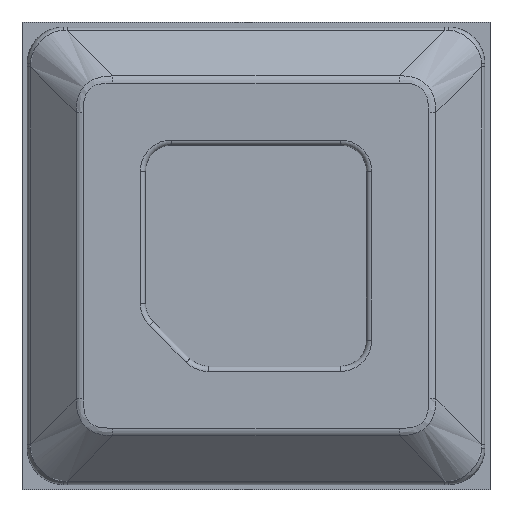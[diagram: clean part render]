
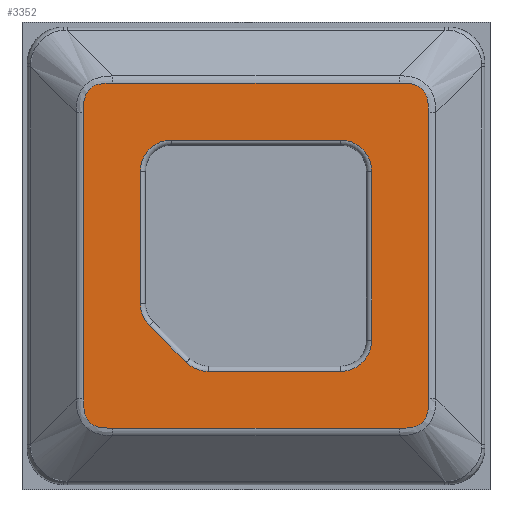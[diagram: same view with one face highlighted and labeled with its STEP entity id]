
A CAD part, top view. The second image highlights one B-rep face of the part: STEP entity #3352.
In plain terms, the highlighted planar face has unit normal (0, 0, 1).
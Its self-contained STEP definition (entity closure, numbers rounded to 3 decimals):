
#80=CIRCLE('',#3537,0.3);
#86=CIRCLE('',#3545,0.3);
#90=CIRCLE('',#3551,0.3);
#94=CIRCLE('',#3557,0.3);
#98=CIRCLE('',#3563,0.3);
#162=FACE_BOUND('',#660,.T.);
#235=B_SPLINE_CURVE_WITH_KNOTS('',3,(#5726,#5727,#5728,#5729,#5730,#5731,
#5732,#5733,#5734),.UNSPECIFIED.,.F.,.F.,(4,1,1,1,1,1,4),(0.,0.01,
0.02,0.027,0.034,0.041,
0.048),.UNSPECIFIED.);
#236=B_SPLINE_CURVE_WITH_KNOTS('',3,(#5738,#5739,#5740,#5741,#5742,#5743,
#5744,#5745,#5746),.UNSPECIFIED.,.F.,.F.,(4,1,1,1,1,1,4),(0.,0.01,
0.02,0.027,0.034,0.041,
0.048),.UNSPECIFIED.);
#237=B_SPLINE_CURVE_WITH_KNOTS('',3,(#5750,#5751,#5752,#5753,#5754,#5755,
#5756,#5757,#5758),.UNSPECIFIED.,.F.,.F.,(4,1,1,1,1,1,4),(0.,0.01,
0.02,0.027,0.034,0.041,
0.048),.UNSPECIFIED.);
#238=B_SPLINE_CURVE_WITH_KNOTS('',3,(#5761,#5762,#5763,#5764,#5765,#5766,
#5767,#5768,#5769),.UNSPECIFIED.,.F.,.F.,(4,1,1,1,1,1,4),(0.,
0.01,0.02,0.027,0.034,
0.041,0.048),.UNSPECIFIED.);
#449=FACE_OUTER_BOUND('',#659,.T.);
#659=EDGE_LOOP('',(#2798,#2799,#2800,#2801,#2802,#2803,#2804,#2805));
#660=EDGE_LOOP('',(#2806,#2807,#2808,#2809,#2810,#2811,#2812,#2813,#2814,
#2815));
#951=LINE('',#5653,#1259);
#953=LINE('',#5665,#1261);
#955=LINE('',#5677,#1263);
#957=LINE('',#5689,#1265);
#958=LINE('',#5697,#1266);
#968=LINE('',#5724,#1276);
#969=LINE('',#5736,#1277);
#970=LINE('',#5748,#1278);
#971=LINE('',#5760,#1279);
#1259=VECTOR('',#4083,10.);
#1261=VECTOR('',#4097,10.);
#1263=VECTOR('',#4111,10.);
#1265=VECTOR('',#4125,10.);
#1266=VECTOR('',#4136,10.);
#1276=VECTOR('',#4164,10.);
#1277=VECTOR('',#4165,10.);
#1278=VECTOR('',#4166,10.);
#1279=VECTOR('',#4167,10.);
#1550=VERTEX_POINT('',#5641);
#1551=VERTEX_POINT('',#5643);
#1553=VERTEX_POINT('',#5649);
#1555=VERTEX_POINT('',#5655);
#1557=VERTEX_POINT('',#5661);
#1559=VERTEX_POINT('',#5667);
#1561=VERTEX_POINT('',#5673);
#1563=VERTEX_POINT('',#5679);
#1565=VERTEX_POINT('',#5685);
#1567=VERTEX_POINT('',#5691);
#1575=VERTEX_POINT('',#5722);
#1576=VERTEX_POINT('',#5723);
#1577=VERTEX_POINT('',#5725);
#1578=VERTEX_POINT('',#5735);
#1579=VERTEX_POINT('',#5737);
#1580=VERTEX_POINT('',#5747);
#1581=VERTEX_POINT('',#5749);
#1582=VERTEX_POINT('',#5759);
#1959=EDGE_CURVE('',#1550,#1551,#80,.T.);
#1964=EDGE_CURVE('',#1551,#1553,#951,.T.);
#1967=EDGE_CURVE('',#1553,#1555,#86,.T.);
#1970=EDGE_CURVE('',#1555,#1557,#953,.T.);
#1973=EDGE_CURVE('',#1557,#1559,#90,.T.);
#1976=EDGE_CURVE('',#1559,#1561,#955,.T.);
#1979=EDGE_CURVE('',#1561,#1563,#94,.T.);
#1982=EDGE_CURVE('',#1563,#1565,#957,.T.);
#1985=EDGE_CURVE('',#1565,#1567,#98,.T.);
#1986=EDGE_CURVE('',#1567,#1550,#958,.T.);
#1999=EDGE_CURVE('',#1575,#1576,#968,.T.);
#2000=EDGE_CURVE('',#1577,#1575,#235,.T.);
#2001=EDGE_CURVE('',#1578,#1577,#969,.T.);
#2002=EDGE_CURVE('',#1579,#1578,#236,.T.);
#2003=EDGE_CURVE('',#1580,#1579,#970,.T.);
#2004=EDGE_CURVE('',#1581,#1580,#237,.T.);
#2005=EDGE_CURVE('',#1582,#1581,#971,.T.);
#2006=EDGE_CURVE('',#1576,#1582,#238,.T.);
#2798=ORIENTED_EDGE('',*,*,#1999,.F.);
#2799=ORIENTED_EDGE('',*,*,#2000,.F.);
#2800=ORIENTED_EDGE('',*,*,#2001,.F.);
#2801=ORIENTED_EDGE('',*,*,#2002,.F.);
#2802=ORIENTED_EDGE('',*,*,#2003,.F.);
#2803=ORIENTED_EDGE('',*,*,#2004,.F.);
#2804=ORIENTED_EDGE('',*,*,#2005,.F.);
#2805=ORIENTED_EDGE('',*,*,#2006,.F.);
#2806=ORIENTED_EDGE('',*,*,#1959,.F.);
#2807=ORIENTED_EDGE('',*,*,#1986,.F.);
#2808=ORIENTED_EDGE('',*,*,#1985,.F.);
#2809=ORIENTED_EDGE('',*,*,#1982,.F.);
#2810=ORIENTED_EDGE('',*,*,#1979,.F.);
#2811=ORIENTED_EDGE('',*,*,#1976,.F.);
#2812=ORIENTED_EDGE('',*,*,#1973,.F.);
#2813=ORIENTED_EDGE('',*,*,#1970,.F.);
#2814=ORIENTED_EDGE('',*,*,#1967,.F.);
#2815=ORIENTED_EDGE('',*,*,#1964,.F.);
#3202=PLANE('',#3573);
#3352=ADVANCED_FACE('',(#449,#162),#3202,.T.);
#3537=AXIS2_PLACEMENT_3D('',#5644,#4072,#4073);
#3545=AXIS2_PLACEMENT_3D('',#5659,#4090,#4091);
#3551=AXIS2_PLACEMENT_3D('',#5671,#4104,#4105);
#3557=AXIS2_PLACEMENT_3D('',#5683,#4118,#4119);
#3563=AXIS2_PLACEMENT_3D('',#5695,#4132,#4133);
#3573=AXIS2_PLACEMENT_3D('',#5721,#4162,#4163);
#4072=DIRECTION('center_axis',(0.,0.,1.));
#4073=DIRECTION('ref_axis',(0.707,-0.707,0.));
#4083=DIRECTION('',(0.,1.,0.));
#4090=DIRECTION('center_axis',(0.,0.,1.));
#4091=DIRECTION('ref_axis',(0.707,0.707,0.));
#4097=DIRECTION('',(-1.,0.,0.));
#4104=DIRECTION('center_axis',(0.,0.,1.));
#4105=DIRECTION('ref_axis',(-0.707,0.707,0.));
#4111=DIRECTION('',(0.,-1.,0.));
#4118=DIRECTION('center_axis',(0.,0.,1.));
#4119=DIRECTION('ref_axis',(-0.924,-0.383,0.));
#4125=DIRECTION('',(0.707,-0.707,0.));
#4132=DIRECTION('center_axis',(0.,0.,1.));
#4133=DIRECTION('ref_axis',(-0.383,-0.924,0.));
#4136=DIRECTION('',(1.,0.,0.));
#4162=DIRECTION('center_axis',(0.,0.,1.));
#4163=DIRECTION('ref_axis',(1.,0.,0.));
#4164=DIRECTION('',(-1.,0.,0.));
#4165=DIRECTION('',(0.,-1.,0.));
#4166=DIRECTION('',(1.,0.,0.));
#4167=DIRECTION('',(0.,1.,0.));
#5641=CARTESIAN_POINT('',(0.813,-1.113,3.1));
#5643=CARTESIAN_POINT('',(1.113,-0.813,3.1));
#5644=CARTESIAN_POINT('Origin',(0.813,-0.813,3.1));
#5649=CARTESIAN_POINT('',(1.113,0.813,3.1));
#5653=CARTESIAN_POINT('',(1.113,0.531,3.1));
#5655=CARTESIAN_POINT('',(0.813,1.113,3.1));
#5659=CARTESIAN_POINT('Origin',(0.813,0.813,3.1));
#5661=CARTESIAN_POINT('',(-0.813,1.113,3.1));
#5665=CARTESIAN_POINT('',(-0.531,1.113,3.1));
#5667=CARTESIAN_POINT('',(-1.113,0.813,3.1));
#5671=CARTESIAN_POINT('Origin',(-0.813,0.813,3.1));
#5673=CARTESIAN_POINT('',(-1.113,-0.459,3.1));
#5677=CARTESIAN_POINT('',(-1.113,-0.531,3.1));
#5679=CARTESIAN_POINT('',(-1.025,-0.671,3.1));
#5683=CARTESIAN_POINT('Origin',(-0.813,-0.459,3.1));
#5685=CARTESIAN_POINT('',(-0.671,-1.025,3.1));
#5689=CARTESIAN_POINT('',(-0.848,-0.848,3.1));
#5691=CARTESIAN_POINT('',(-0.459,-1.113,3.1));
#5695=CARTESIAN_POINT('Origin',(-0.459,-0.813,3.1));
#5697=CARTESIAN_POINT('',(0.531,-1.113,3.1));
#5721=CARTESIAN_POINT('Origin',(0.,0.,3.1));
#5722=CARTESIAN_POINT('',(1.376,-1.659,3.1));
#5723=CARTESIAN_POINT('',(-1.376,-1.659,3.1));
#5724=CARTESIAN_POINT('',(-0.55,-1.659,3.1));
#5725=CARTESIAN_POINT('',(1.659,-1.376,3.1));
#5726=CARTESIAN_POINT('Ctrl Pts',(1.659,-1.376,3.1));
#5727=CARTESIAN_POINT('Ctrl Pts',(1.659,-1.41,3.1));
#5728=CARTESIAN_POINT('Ctrl Pts',(1.66,-1.478,3.1));
#5729=CARTESIAN_POINT('Ctrl Pts',(1.635,-1.568,3.1));
#5730=CARTESIAN_POINT('Ctrl Pts',(1.577,-1.626,3.1));
#5731=CARTESIAN_POINT('Ctrl Pts',(1.512,-1.651,3.1));
#5732=CARTESIAN_POINT('Ctrl Pts',(1.444,-1.659,3.1));
#5733=CARTESIAN_POINT('Ctrl Pts',(1.398,-1.659,3.1));
#5734=CARTESIAN_POINT('Ctrl Pts',(1.376,-1.659,3.1));
#5735=CARTESIAN_POINT('',(1.659,1.376,3.1));
#5736=CARTESIAN_POINT('',(1.659,-0.55,3.1));
#5737=CARTESIAN_POINT('',(1.376,1.659,3.1));
#5738=CARTESIAN_POINT('Ctrl Pts',(1.376,1.659,3.1));
#5739=CARTESIAN_POINT('Ctrl Pts',(1.41,1.659,3.1));
#5740=CARTESIAN_POINT('Ctrl Pts',(1.478,1.66,3.1));
#5741=CARTESIAN_POINT('Ctrl Pts',(1.568,1.635,3.1));
#5742=CARTESIAN_POINT('Ctrl Pts',(1.626,1.577,3.1));
#5743=CARTESIAN_POINT('Ctrl Pts',(1.651,1.512,3.1));
#5744=CARTESIAN_POINT('Ctrl Pts',(1.659,1.444,3.1));
#5745=CARTESIAN_POINT('Ctrl Pts',(1.659,1.398,3.1));
#5746=CARTESIAN_POINT('Ctrl Pts',(1.659,1.376,3.1));
#5747=CARTESIAN_POINT('',(-1.376,1.659,3.1));
#5748=CARTESIAN_POINT('',(0.55,1.659,3.1));
#5749=CARTESIAN_POINT('',(-1.659,1.376,3.1));
#5750=CARTESIAN_POINT('Ctrl Pts',(-1.659,1.376,3.1));
#5751=CARTESIAN_POINT('Ctrl Pts',(-1.659,1.41,3.1));
#5752=CARTESIAN_POINT('Ctrl Pts',(-1.66,1.478,3.1));
#5753=CARTESIAN_POINT('Ctrl Pts',(-1.635,1.568,3.1));
#5754=CARTESIAN_POINT('Ctrl Pts',(-1.577,1.626,3.1));
#5755=CARTESIAN_POINT('Ctrl Pts',(-1.512,1.651,3.1));
#5756=CARTESIAN_POINT('Ctrl Pts',(-1.444,1.659,3.1));
#5757=CARTESIAN_POINT('Ctrl Pts',(-1.398,1.659,3.1));
#5758=CARTESIAN_POINT('Ctrl Pts',(-1.376,1.659,3.1));
#5759=CARTESIAN_POINT('',(-1.659,-1.376,3.1));
#5760=CARTESIAN_POINT('',(-1.659,0.55,3.1));
#5761=CARTESIAN_POINT('Ctrl Pts',(-1.376,-1.659,3.1));
#5762=CARTESIAN_POINT('Ctrl Pts',(-1.41,-1.659,3.1));
#5763=CARTESIAN_POINT('Ctrl Pts',(-1.478,-1.66,3.1));
#5764=CARTESIAN_POINT('Ctrl Pts',(-1.568,-1.635,3.1));
#5765=CARTESIAN_POINT('Ctrl Pts',(-1.626,-1.577,3.1));
#5766=CARTESIAN_POINT('Ctrl Pts',(-1.651,-1.512,3.1));
#5767=CARTESIAN_POINT('Ctrl Pts',(-1.659,-1.444,3.1));
#5768=CARTESIAN_POINT('Ctrl Pts',(-1.659,-1.398,3.1));
#5769=CARTESIAN_POINT('Ctrl Pts',(-1.659,-1.376,3.1));
